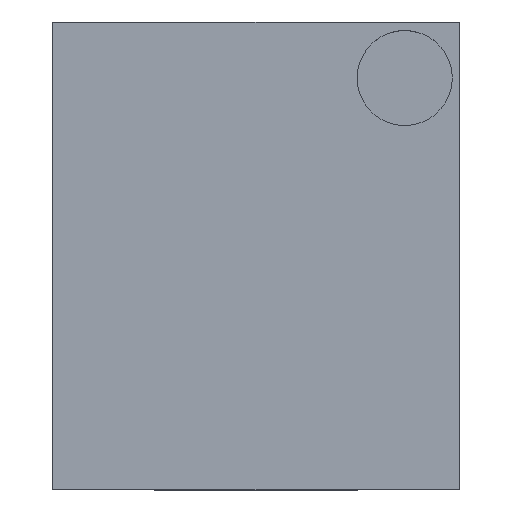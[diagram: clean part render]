
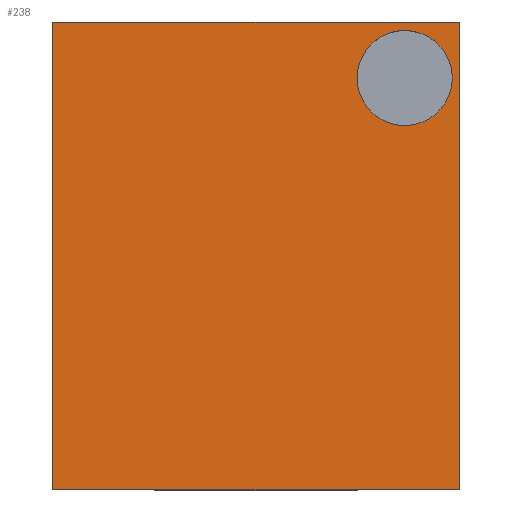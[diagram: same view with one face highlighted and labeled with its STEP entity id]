
A CAD part, top view. The second image highlights one B-rep face of the part: STEP entity #238.
In plain terms, the highlighted planar face has unit normal (0, 0, 1).
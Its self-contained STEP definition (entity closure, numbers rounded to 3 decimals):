
#3 = CARTESIAN_POINT ( 'NONE',  ( -1., 1.15, 1.4 ) ) ;
#6 = ORIENTED_EDGE ( 'NONE', *, *, #743, .F. ) ;
#14 = DIRECTION ( 'NONE',  ( 1., 0., 0. ) ) ;
#18 = DIRECTION ( 'NONE',  ( 0., 0., 1. ) ) ;
#19 = EDGE_LOOP ( 'NONE', ( #464, #6 ) ) ;
#23 = CARTESIAN_POINT ( 'NONE',  ( 0.732, 0.874, 1.4 ) ) ;
#28 = PLANE ( 'NONE',  #143 ) ;
#33 = ORIENTED_EDGE ( 'NONE', *, *, #484, .T. ) ;
#70 = VERTEX_POINT ( 'NONE', #741 ) ;
#74 = LINE ( 'NONE', #377, #215 ) ;
#75 = DIRECTION ( 'NONE',  ( -1., 0., 0. ) ) ;
#76 = VECTOR ( 'NONE', #432, 1000. ) ;
#81 = ORIENTED_EDGE ( 'NONE', *, *, #453, .T. ) ;
#136 = CARTESIAN_POINT ( 'NONE',  ( 0.498, 0.874, 1.4 ) ) ;
#143 = AXIS2_PLACEMENT_3D ( 'NONE', #230, #733, #75 ) ;
#145 = VERTEX_POINT ( 'NONE', #289 ) ;
#177 = AXIS2_PLACEMENT_3D ( 'NONE', #316, #269, #267 ) ;
#214 = ORIENTED_EDGE ( 'NONE', *, *, #565, .T. ) ;
#215 = VECTOR ( 'NONE', #336, 1000. ) ;
#230 = CARTESIAN_POINT ( 'NONE',  ( 0., 0., 1.4 ) ) ;
#238 = ADVANCED_FACE ( 'NONE', ( #299, #471 ), #28, .F. ) ;
#262 = EDGE_LOOP ( 'NONE', ( #214, #33, #290, #81 ) ) ;
#267 = DIRECTION ( 'NONE',  ( 1., 0., 0. ) ) ;
#269 = DIRECTION ( 'NONE',  ( 0., 0., 1. ) ) ;
#284 = LINE ( 'NONE', #481, #712 ) ;
#289 = CARTESIAN_POINT ( 'NONE',  ( -1., 1.15, 1.4 ) ) ;
#290 = ORIENTED_EDGE ( 'NONE', *, *, #704, .T. ) ;
#299 = FACE_BOUND ( 'NONE', #19, .T. ) ;
#302 = AXIS2_PLACEMENT_3D ( 'NONE', #23, #18, #14 ) ;
#316 = CARTESIAN_POINT ( 'NONE',  ( 0.732, 0.874, 1.4 ) ) ;
#336 = DIRECTION ( 'NONE',  ( 0., -1., 0. ) ) ;
#353 = CARTESIAN_POINT ( 'NONE',  ( 1., 1.15, 1.4 ) ) ;
#366 = VERTEX_POINT ( 'NONE', #136 ) ;
#377 = CARTESIAN_POINT ( 'NONE',  ( -1., -1.15, 1.4 ) ) ;
#381 = LINE ( 'NONE', #3, #514 ) ;
#432 = DIRECTION ( 'NONE',  ( 1., 0., 0. ) ) ;
#453 = EDGE_CURVE ( 'NONE', #682, #70, #688, .T. ) ;
#462 = DIRECTION ( 'NONE',  ( 0., 1., 0. ) ) ;
#464 = ORIENTED_EDGE ( 'NONE', *, *, #706, .F. ) ;
#471 = FACE_OUTER_BOUND ( 'NONE', #262, .T. ) ;
#474 = VERTEX_POINT ( 'NONE', #657 ) ;
#481 = CARTESIAN_POINT ( 'NONE',  ( 1., -1.15, 1.4 ) ) ;
#484 = EDGE_CURVE ( 'NONE', #702, #145, #381, .T. ) ;
#514 = VECTOR ( 'NONE', #606, 1000. ) ;
#533 = CIRCLE ( 'NONE', #177, 0.234 ) ;
#565 = EDGE_CURVE ( 'NONE', #70, #702, #284, .T. ) ;
#575 = CARTESIAN_POINT ( 'NONE',  ( -1., -1.15, 1.4 ) ) ;
#597 = CARTESIAN_POINT ( 'NONE',  ( -1., -1.15, 1.4 ) ) ;
#606 = DIRECTION ( 'NONE',  ( -1., 0., 0. ) ) ;
#657 = CARTESIAN_POINT ( 'NONE',  ( 0.966, 0.874, 1.4 ) ) ;
#676 = CIRCLE ( 'NONE', #302, 0.234 ) ;
#682 = VERTEX_POINT ( 'NONE', #575 ) ;
#688 = LINE ( 'NONE', #597, #76 ) ;
#702 = VERTEX_POINT ( 'NONE', #353 ) ;
#704 = EDGE_CURVE ( 'NONE', #145, #682, #74, .T. ) ;
#706 = EDGE_CURVE ( 'NONE', #474, #366, #533, .T. ) ;
#712 = VECTOR ( 'NONE', #462, 1000. ) ;
#733 = DIRECTION ( 'NONE',  ( 0., 0., -1. ) ) ;
#741 = CARTESIAN_POINT ( 'NONE',  ( 1., -1.15, 1.4 ) ) ;
#743 = EDGE_CURVE ( 'NONE', #366, #474, #676, .T. ) ;
